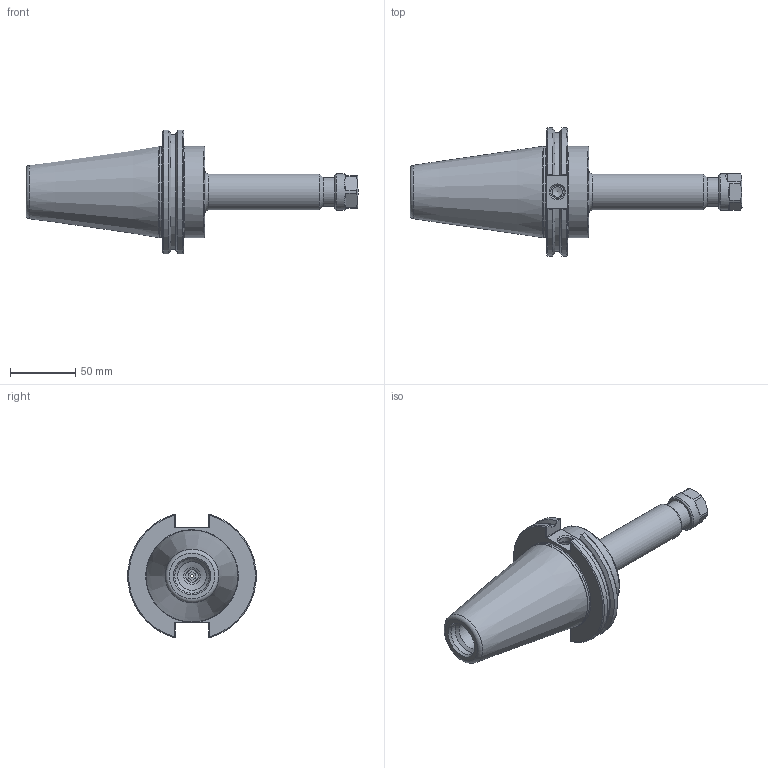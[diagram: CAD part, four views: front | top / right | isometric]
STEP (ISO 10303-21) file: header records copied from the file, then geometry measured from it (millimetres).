
FILE_DESCRIPTION(/* description */ ('ER COLLET CHUCK'),/* implementation_level */ '2;1');
FILE_NAME(/* name */ 'C50-16ERF600.stp',/* time_stamp */ '2017-01-23T10:02:29-05:00',/* author */ ('davhar'),/* organization */ (''),/* preprocessor_version */ 'ST-DEVELOPER v16.1',/* originating_system */ 'Autodesk Inventor 2016',/* authorisation */ '');
FILE_SCHEMA (('AUTOMOTIVE_DESIGN { 1 0 10303 214 3 1 1 }'));
Length unit declared in the file: inch
Products named in the file (4): C50-16ER6-1; 16ERHN; BS-20; C50-16ERF600
Assembly tree (3 placements, depth 2):
  C50-16ERF600
    C50-16ER6-1
    16ERHN
    BS-20
Bounding box: 254 x 98.06 x 94.71 mm (x, y, z)
Volume: 428129.4 mm3; surface area: 65237.3 mm2
Topology: 3 solids, 3 shells, 145 faces, 367 edges, 234 vertices
Faces by surface type: plane 59, cylinder 39, cone 28, torus 11, bspline 8
Full cylindrical faces by diameter (mm): 2.286 x1, 8 x1, 9.461 x1, 9.728 x1, 10.135 x1, 10.973 x1, 11.176 x1, 12.4 x1, 12.7 x1, 20.5 x1, 21.971 x1, 22 x1, 23 x1, 26.365 x1, 27.432 x1, 28 x1, 69.342 x1, 69.85 x1
Entity records: 5174 total; most frequent: CARTESIAN_POINT 1820, DIRECTION 640, ORIENTED_EDGE 626, EDGE_CURVE 313, AXIS2_PLACEMENT_3D 259, VERTEX_POINT 223, EDGE_LOOP 200, FACE_OUTER_BOUND 145
